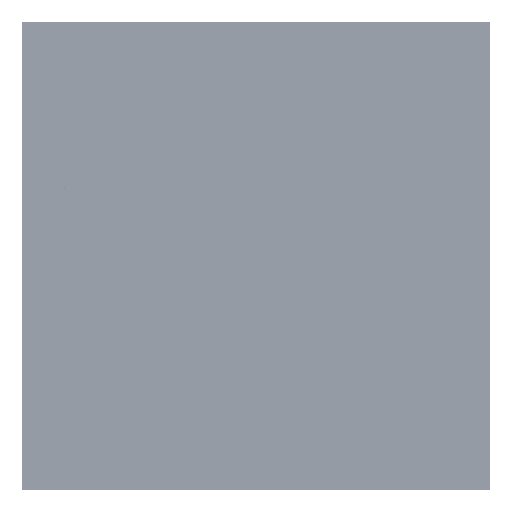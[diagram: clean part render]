
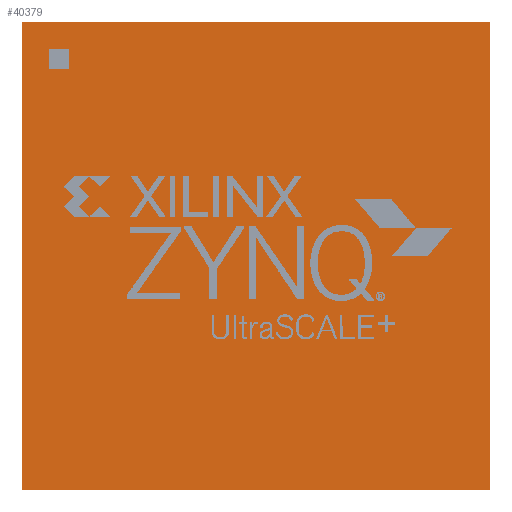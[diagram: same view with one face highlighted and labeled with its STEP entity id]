
A CAD part, top view. The second image highlights one B-rep face of the part: STEP entity #40379.
In plain terms, the highlighted planar face has unit normal (0, 0, 1).
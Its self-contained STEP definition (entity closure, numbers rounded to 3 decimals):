
#40267 = VERTEX_POINT('',#40268);
#40268 = CARTESIAN_POINT('',(17.5,17.5,3.405));
#40274 = EDGE_CURVE('',#40267,#40275,#40277,.T.);
#40275 = VERTEX_POINT('',#40276);
#40276 = CARTESIAN_POINT('',(-17.5,17.5,3.405));
#40277 = LINE('',#40278,#40279);
#40278 = CARTESIAN_POINT('',(17.5,17.5,3.405));
#40279 = VECTOR('',#40280,1.);
#40280 = DIRECTION('',(-1.,0.,0.));
#40307 = VERTEX_POINT('',#40308);
#40308 = CARTESIAN_POINT('',(17.5,-17.5,3.405));
#40314 = EDGE_CURVE('',#40307,#40267,#40315,.T.);
#40315 = LINE('',#40316,#40317);
#40316 = CARTESIAN_POINT('',(17.5,-17.5,3.405));
#40317 = VECTOR('',#40318,1.);
#40318 = DIRECTION('',(0.,1.,0.));
#40336 = EDGE_CURVE('',#40275,#40337,#40339,.T.);
#40337 = VERTEX_POINT('',#40338);
#40338 = CARTESIAN_POINT('',(-17.5,-17.5,3.405));
#40339 = LINE('',#40340,#40341);
#40340 = CARTESIAN_POINT('',(-17.5,17.5,3.405));
#40341 = VECTOR('',#40342,1.);
#40342 = DIRECTION('',(0.,-1.,0.));
#40379 = ADVANCED_FACE('',(#40380,#40391),#40425,.T.);
#40380 = FACE_BOUND('',#40381,.T.);
#40381 = EDGE_LOOP('',(#40382,#40383,#40384,#40390));
#40382 = ORIENTED_EDGE('',*,*,#40274,.T.);
#40383 = ORIENTED_EDGE('',*,*,#40336,.T.);
#40384 = ORIENTED_EDGE('',*,*,#40385,.T.);
#40385 = EDGE_CURVE('',#40337,#40307,#40386,.T.);
#40386 = LINE('',#40387,#40388);
#40387 = CARTESIAN_POINT('',(-17.5,-17.5,3.405));
#40388 = VECTOR('',#40389,1.);
#40389 = DIRECTION('',(1.,0.,0.));
#40390 = ORIENTED_EDGE('',*,*,#40314,.T.);
#40391 = FACE_BOUND('',#40392,.T.);
#40392 = EDGE_LOOP('',(#40393,#40403,#40411,#40419));
#40393 = ORIENTED_EDGE('',*,*,#40394,.T.);
#40394 = EDGE_CURVE('',#40395,#40397,#40399,.T.);
#40395 = VERTEX_POINT('',#40396);
#40396 = CARTESIAN_POINT('',(-15.5,14.,3.405));
#40397 = VERTEX_POINT('',#40398);
#40398 = CARTESIAN_POINT('',(-15.5,15.5,3.405));
#40399 = LINE('',#40400,#40401);
#40400 = CARTESIAN_POINT('',(-15.5,14.,3.405));
#40401 = VECTOR('',#40402,1.);
#40402 = DIRECTION('',(0.,1.,0.));
#40403 = ORIENTED_EDGE('',*,*,#40404,.T.);
#40404 = EDGE_CURVE('',#40397,#40405,#40407,.T.);
#40405 = VERTEX_POINT('',#40406);
#40406 = CARTESIAN_POINT('',(-14.,15.5,3.405));
#40407 = LINE('',#40408,#40409);
#40408 = CARTESIAN_POINT('',(-15.5,15.5,3.405));
#40409 = VECTOR('',#40410,1.);
#40410 = DIRECTION('',(1.,0.,0.));
#40411 = ORIENTED_EDGE('',*,*,#40412,.T.);
#40412 = EDGE_CURVE('',#40405,#40413,#40415,.T.);
#40413 = VERTEX_POINT('',#40414);
#40414 = CARTESIAN_POINT('',(-14.,14.,3.405));
#40415 = LINE('',#40416,#40417);
#40416 = CARTESIAN_POINT('',(-14.,15.5,3.405));
#40417 = VECTOR('',#40418,1.);
#40418 = DIRECTION('',(0.,-1.,0.));
#40419 = ORIENTED_EDGE('',*,*,#40420,.T.);
#40420 = EDGE_CURVE('',#40413,#40395,#40421,.T.);
#40421 = LINE('',#40422,#40423);
#40422 = CARTESIAN_POINT('',(-14.,14.,3.405));
#40423 = VECTOR('',#40424,1.);
#40424 = DIRECTION('',(-1.,0.,0.));
#40425 = PLANE('',#40426);
#40426 = AXIS2_PLACEMENT_3D('',#40427,#40428,#40429);
#40427 = CARTESIAN_POINT('',(0.,0.,3.405));
#40428 = DIRECTION('',(0.,0.,1.));
#40429 = DIRECTION('',(1.,0.,0.));
